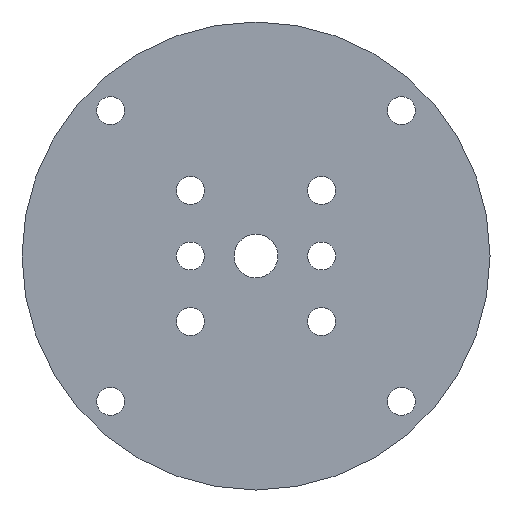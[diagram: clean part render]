
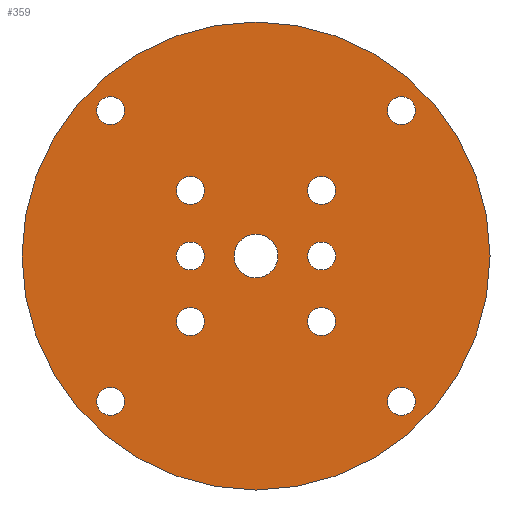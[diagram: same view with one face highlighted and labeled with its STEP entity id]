
A CAD part, left-side view. The second image highlights one B-rep face of the part: STEP entity #359.
In plain terms, the highlighted planar face has unit normal (-1, 0, 0).
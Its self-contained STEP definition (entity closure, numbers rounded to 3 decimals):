
#26=FACE_BOUND('',#78,.T.);
#27=FACE_BOUND('',#79,.T.);
#28=FACE_BOUND('',#80,.T.);
#29=FACE_BOUND('',#81,.T.);
#30=FACE_BOUND('',#82,.T.);
#31=FACE_BOUND('',#83,.T.);
#32=FACE_BOUND('',#84,.T.);
#33=FACE_BOUND('',#85,.T.);
#34=FACE_BOUND('',#86,.T.);
#35=FACE_BOUND('',#87,.T.);
#36=FACE_BOUND('',#88,.T.);
#38=PLANE('',#424);
#52=FACE_OUTER_BOUND('',#77,.T.);
#77=EDGE_LOOP('',(#311));
#78=EDGE_LOOP('',(#312,#313));
#79=EDGE_LOOP('',(#314,#315));
#80=EDGE_LOOP('',(#316,#317));
#81=EDGE_LOOP('',(#318,#319));
#82=EDGE_LOOP('',(#320,#321));
#83=EDGE_LOOP('',(#322,#323));
#84=EDGE_LOOP('',(#324,#325));
#85=EDGE_LOOP('',(#326,#327));
#86=EDGE_LOOP('',(#328,#329));
#87=EDGE_LOOP('',(#330,#331));
#88=EDGE_LOOP('',(#332,#333));
#113=CIRCLE('',#375,1.6);
#114=CIRCLE('',#376,1.6);
#116=CIRCLE('',#379,1.6);
#117=CIRCLE('',#380,1.6);
#119=CIRCLE('',#383,1.6);
#120=CIRCLE('',#384,1.6);
#122=CIRCLE('',#387,1.6);
#123=CIRCLE('',#388,1.6);
#125=CIRCLE('',#391,1.6);
#126=CIRCLE('',#392,1.6);
#128=CIRCLE('',#395,1.6);
#129=CIRCLE('',#396,1.6);
#131=CIRCLE('',#399,1.6);
#132=CIRCLE('',#400,1.6);
#134=CIRCLE('',#403,1.6);
#135=CIRCLE('',#404,1.6);
#137=CIRCLE('',#407,1.6);
#138=CIRCLE('',#408,1.6);
#140=CIRCLE('',#411,1.6);
#141=CIRCLE('',#412,1.6);
#147=CIRCLE('',#420,26.75);
#148=CIRCLE('',#422,2.5);
#149=CIRCLE('',#423,2.5);
#150=VERTEX_POINT('',#543);
#151=VERTEX_POINT('',#544);
#153=VERTEX_POINT('',#551);
#154=VERTEX_POINT('',#552);
#156=VERTEX_POINT('',#559);
#157=VERTEX_POINT('',#560);
#159=VERTEX_POINT('',#567);
#160=VERTEX_POINT('',#568);
#162=VERTEX_POINT('',#575);
#163=VERTEX_POINT('',#576);
#165=VERTEX_POINT('',#583);
#166=VERTEX_POINT('',#584);
#168=VERTEX_POINT('',#591);
#169=VERTEX_POINT('',#592);
#171=VERTEX_POINT('',#599);
#172=VERTEX_POINT('',#600);
#174=VERTEX_POINT('',#607);
#175=VERTEX_POINT('',#608);
#177=VERTEX_POINT('',#615);
#178=VERTEX_POINT('',#616);
#184=VERTEX_POINT('',#632);
#185=VERTEX_POINT('',#636);
#186=VERTEX_POINT('',#638);
#187=EDGE_CURVE('',#150,#151,#113,.T.);
#188=EDGE_CURVE('',#151,#150,#114,.T.);
#191=EDGE_CURVE('',#153,#154,#116,.T.);
#192=EDGE_CURVE('',#154,#153,#117,.T.);
#195=EDGE_CURVE('',#156,#157,#119,.T.);
#196=EDGE_CURVE('',#157,#156,#120,.T.);
#199=EDGE_CURVE('',#159,#160,#122,.T.);
#200=EDGE_CURVE('',#160,#159,#123,.T.);
#203=EDGE_CURVE('',#162,#163,#125,.T.);
#204=EDGE_CURVE('',#163,#162,#126,.T.);
#207=EDGE_CURVE('',#165,#166,#128,.T.);
#208=EDGE_CURVE('',#166,#165,#129,.T.);
#211=EDGE_CURVE('',#168,#169,#131,.T.);
#212=EDGE_CURVE('',#169,#168,#132,.T.);
#215=EDGE_CURVE('',#171,#172,#134,.T.);
#216=EDGE_CURVE('',#172,#171,#135,.T.);
#219=EDGE_CURVE('',#174,#175,#137,.T.);
#220=EDGE_CURVE('',#175,#174,#138,.T.);
#223=EDGE_CURVE('',#177,#178,#140,.T.);
#224=EDGE_CURVE('',#178,#177,#141,.T.);
#231=EDGE_CURVE('',#184,#184,#147,.T.);
#234=EDGE_CURVE('',#186,#185,#148,.T.);
#235=EDGE_CURVE('',#185,#186,#149,.T.);
#311=ORIENTED_EDGE('',*,*,#231,.T.);
#312=ORIENTED_EDGE('',*,*,#187,.T.);
#313=ORIENTED_EDGE('',*,*,#188,.T.);
#314=ORIENTED_EDGE('',*,*,#191,.T.);
#315=ORIENTED_EDGE('',*,*,#192,.T.);
#316=ORIENTED_EDGE('',*,*,#195,.T.);
#317=ORIENTED_EDGE('',*,*,#196,.T.);
#318=ORIENTED_EDGE('',*,*,#199,.T.);
#319=ORIENTED_EDGE('',*,*,#200,.T.);
#320=ORIENTED_EDGE('',*,*,#203,.T.);
#321=ORIENTED_EDGE('',*,*,#204,.T.);
#322=ORIENTED_EDGE('',*,*,#207,.T.);
#323=ORIENTED_EDGE('',*,*,#208,.T.);
#324=ORIENTED_EDGE('',*,*,#211,.T.);
#325=ORIENTED_EDGE('',*,*,#212,.T.);
#326=ORIENTED_EDGE('',*,*,#215,.T.);
#327=ORIENTED_EDGE('',*,*,#216,.T.);
#328=ORIENTED_EDGE('',*,*,#219,.T.);
#329=ORIENTED_EDGE('',*,*,#220,.T.);
#330=ORIENTED_EDGE('',*,*,#223,.T.);
#331=ORIENTED_EDGE('',*,*,#224,.T.);
#332=ORIENTED_EDGE('',*,*,#234,.T.);
#333=ORIENTED_EDGE('',*,*,#235,.T.);
#359=ADVANCED_FACE('',(#52,#26,#27,#28,#29,#30,#31,#32,#33,#34,#35,#36),
#38,.F.);
#375=AXIS2_PLACEMENT_3D('',#545,#429,#430);
#376=AXIS2_PLACEMENT_3D('',#546,#431,#432);
#379=AXIS2_PLACEMENT_3D('',#553,#438,#439);
#380=AXIS2_PLACEMENT_3D('',#554,#440,#441);
#383=AXIS2_PLACEMENT_3D('',#561,#447,#448);
#384=AXIS2_PLACEMENT_3D('',#562,#449,#450);
#387=AXIS2_PLACEMENT_3D('',#569,#456,#457);
#388=AXIS2_PLACEMENT_3D('',#570,#458,#459);
#391=AXIS2_PLACEMENT_3D('',#577,#465,#466);
#392=AXIS2_PLACEMENT_3D('',#578,#467,#468);
#395=AXIS2_PLACEMENT_3D('',#585,#474,#475);
#396=AXIS2_PLACEMENT_3D('',#586,#476,#477);
#399=AXIS2_PLACEMENT_3D('',#593,#483,#484);
#400=AXIS2_PLACEMENT_3D('',#594,#485,#486);
#403=AXIS2_PLACEMENT_3D('',#601,#492,#493);
#404=AXIS2_PLACEMENT_3D('',#602,#494,#495);
#407=AXIS2_PLACEMENT_3D('',#609,#501,#502);
#408=AXIS2_PLACEMENT_3D('',#610,#503,#504);
#411=AXIS2_PLACEMENT_3D('',#617,#510,#511);
#412=AXIS2_PLACEMENT_3D('',#618,#512,#513);
#420=AXIS2_PLACEMENT_3D('',#633,#529,#530);
#422=AXIS2_PLACEMENT_3D('',#639,#535,#536);
#423=AXIS2_PLACEMENT_3D('',#640,#537,#538);
#424=AXIS2_PLACEMENT_3D('',#641,#539,#540);
#429=DIRECTION('center_axis',(1.,0.,0.));
#430=DIRECTION('ref_axis',(0.,-1.,0.));
#431=DIRECTION('center_axis',(1.,0.,0.));
#432=DIRECTION('ref_axis',(0.,-1.,0.));
#438=DIRECTION('center_axis',(1.,0.,0.));
#439=DIRECTION('ref_axis',(0.,-1.,0.));
#440=DIRECTION('center_axis',(1.,0.,0.));
#441=DIRECTION('ref_axis',(0.,-1.,0.));
#447=DIRECTION('center_axis',(1.,0.,0.));
#448=DIRECTION('ref_axis',(0.,-1.,0.));
#449=DIRECTION('center_axis',(1.,0.,0.));
#450=DIRECTION('ref_axis',(0.,-1.,0.));
#456=DIRECTION('center_axis',(1.,0.,0.));
#457=DIRECTION('ref_axis',(0.,-1.,0.));
#458=DIRECTION('center_axis',(1.,0.,0.));
#459=DIRECTION('ref_axis',(0.,-1.,0.));
#465=DIRECTION('center_axis',(1.,0.,0.));
#466=DIRECTION('ref_axis',(0.,-1.,0.));
#467=DIRECTION('center_axis',(1.,0.,0.));
#468=DIRECTION('ref_axis',(0.,-1.,0.));
#474=DIRECTION('center_axis',(1.,0.,0.));
#475=DIRECTION('ref_axis',(0.,-1.,0.));
#476=DIRECTION('center_axis',(1.,0.,0.));
#477=DIRECTION('ref_axis',(0.,-1.,0.));
#483=DIRECTION('center_axis',(1.,0.,0.));
#484=DIRECTION('ref_axis',(0.,-1.,0.));
#485=DIRECTION('center_axis',(1.,0.,0.));
#486=DIRECTION('ref_axis',(0.,-1.,0.));
#492=DIRECTION('center_axis',(1.,0.,0.));
#493=DIRECTION('ref_axis',(0.,-1.,0.));
#494=DIRECTION('center_axis',(1.,0.,0.));
#495=DIRECTION('ref_axis',(0.,-1.,0.));
#501=DIRECTION('center_axis',(1.,0.,0.));
#502=DIRECTION('ref_axis',(0.,-1.,0.));
#503=DIRECTION('center_axis',(1.,0.,0.));
#504=DIRECTION('ref_axis',(0.,-1.,0.));
#510=DIRECTION('center_axis',(1.,0.,0.));
#511=DIRECTION('ref_axis',(0.,-1.,0.));
#512=DIRECTION('center_axis',(1.,0.,0.));
#513=DIRECTION('ref_axis',(0.,-1.,0.));
#529=DIRECTION('center_axis',(-1.,0.,0.));
#530=DIRECTION('ref_axis',(0.,0.,1.));
#535=DIRECTION('center_axis',(1.,0.,0.));
#536=DIRECTION('ref_axis',(0.,0.,-1.));
#537=DIRECTION('center_axis',(1.,0.,0.));
#538=DIRECTION('ref_axis',(0.,0.,-1.));
#539=DIRECTION('center_axis',(1.,0.,0.));
#540=DIRECTION('ref_axis',(0.,0.,-1.));
#543=CARTESIAN_POINT('',(0.,-18.217,73.383));
#544=CARTESIAN_POINT('',(0.,-15.017,73.383));
#545=CARTESIAN_POINT('Origin',(0.,-16.617,73.383));
#546=CARTESIAN_POINT('Origin',(0.,-16.617,73.383));
#551=CARTESIAN_POINT('',(0.,-18.217,106.617));
#552=CARTESIAN_POINT('',(0.,-15.017,106.617));
#553=CARTESIAN_POINT('Origin',(0.,-16.617,106.617));
#554=CARTESIAN_POINT('Origin',(0.,-16.617,106.617));
#559=CARTESIAN_POINT('',(0.,-9.1,97.5));
#560=CARTESIAN_POINT('',(0.,-5.9,97.5));
#561=CARTESIAN_POINT('Origin',(0.,-7.5,97.5));
#562=CARTESIAN_POINT('Origin',(0.,-7.5,97.5));
#567=CARTESIAN_POINT('',(0.,-9.1,90.));
#568=CARTESIAN_POINT('',(0.,-5.9,90.));
#569=CARTESIAN_POINT('Origin',(0.,-7.5,90.));
#570=CARTESIAN_POINT('Origin',(0.,-7.5,90.));
#575=CARTESIAN_POINT('',(0.,-9.1,82.5));
#576=CARTESIAN_POINT('',(0.,-5.9,82.5));
#577=CARTESIAN_POINT('Origin',(0.,-7.5,82.5));
#578=CARTESIAN_POINT('Origin',(0.,-7.5,82.5));
#583=CARTESIAN_POINT('',(0.,5.9,82.5));
#584=CARTESIAN_POINT('',(0.,9.1,82.5));
#585=CARTESIAN_POINT('Origin',(0.,7.5,82.5));
#586=CARTESIAN_POINT('Origin',(0.,7.5,82.5));
#591=CARTESIAN_POINT('',(0.,5.9,90.));
#592=CARTESIAN_POINT('',(0.,9.1,90.));
#593=CARTESIAN_POINT('Origin',(0.,7.5,90.));
#594=CARTESIAN_POINT('Origin',(0.,7.5,90.));
#599=CARTESIAN_POINT('',(0.,5.9,97.5));
#600=CARTESIAN_POINT('',(0.,9.1,97.5));
#601=CARTESIAN_POINT('Origin',(0.,7.5,97.5));
#602=CARTESIAN_POINT('Origin',(0.,7.5,97.5));
#607=CARTESIAN_POINT('',(0.,15.017,106.617));
#608=CARTESIAN_POINT('',(0.,18.217,106.617));
#609=CARTESIAN_POINT('Origin',(0.,16.617,106.617));
#610=CARTESIAN_POINT('Origin',(0.,16.617,106.617));
#615=CARTESIAN_POINT('',(0.,15.017,73.383));
#616=CARTESIAN_POINT('',(0.,18.217,73.383));
#617=CARTESIAN_POINT('Origin',(0.,16.617,73.383));
#618=CARTESIAN_POINT('Origin',(0.,16.617,73.383));
#632=CARTESIAN_POINT('',(0.,0.,63.25));
#633=CARTESIAN_POINT('Origin',(0.,0.,
90.));
#636=CARTESIAN_POINT('',(0.,0.,92.5));
#638=CARTESIAN_POINT('',(0.,1.768,88.232));
#639=CARTESIAN_POINT('Origin',(0.,0.,90.));
#640=CARTESIAN_POINT('Origin',(0.,0.,90.));
#641=CARTESIAN_POINT('Origin',(0.,0.,-31.788));
